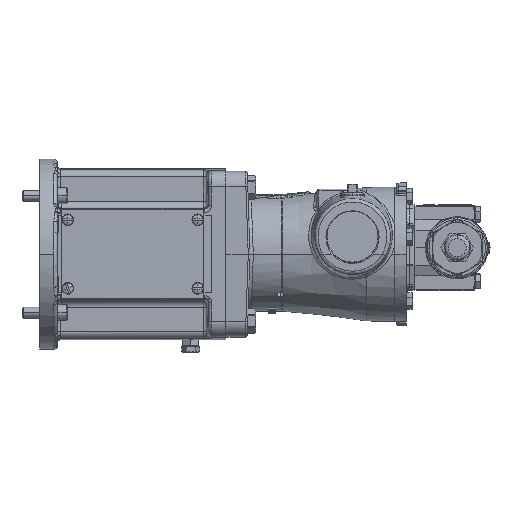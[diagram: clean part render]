
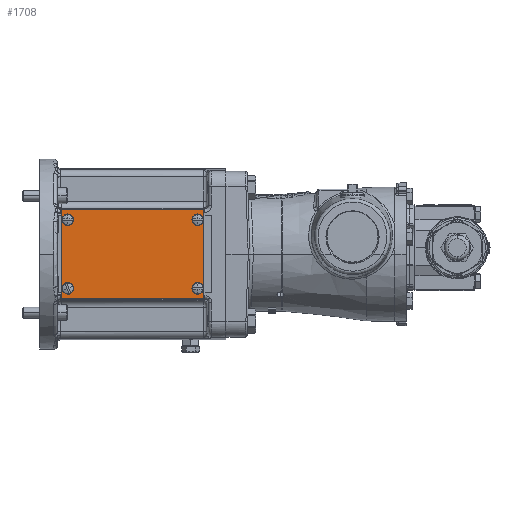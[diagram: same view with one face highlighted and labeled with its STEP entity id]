
A CAD part, top view. The second image highlights one B-rep face of the part: STEP entity #1708.
In plain terms, the highlighted planar face has unit normal (0, 0, 1).
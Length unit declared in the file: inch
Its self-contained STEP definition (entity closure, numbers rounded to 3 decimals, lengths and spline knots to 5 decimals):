
#703 = VERTEX_POINT ( 'NONE', #18618 ) ;
#864 = EDGE_LOOP ( 'NONE', ( #63624, #23451 ) ) ;
#1597 = CARTESIAN_POINT ( 'NONE',  ( -7., -1.4033, 3.0025 ) ) ;
#1708 = ADVANCED_FACE ( 'NONE', ( #101334, #31834, #77342, #10472, #53084 ), #67856, .F. ) ;
#2342 = EDGE_CURVE ( 'NONE', #94885, #110465, #21542, .T. ) ;
#2833 = CARTESIAN_POINT ( 'NONE',  ( -7., 1.4033, 3.0025 ) ) ;
#4933 = DIRECTION ( 'NONE',  ( 1., 0., 0. ) ) ;
#5146 = DIRECTION ( 'NONE',  ( -1., 0., 0. ) ) ;
#5507 = CARTESIAN_POINT ( 'NONE',  ( -11.84, 1.595, 3.0025 ) ) ;
#8946 = CARTESIAN_POINT ( 'NONE',  ( -11.62, 1.0367, 3.0025 ) ) ;
#10472 = FACE_BOUND ( 'NONE', #12808, .T. ) ;
#10770 = EDGE_CURVE ( 'NONE', #56313, #81332, #28621, .T. ) ;
#10991 = DIRECTION ( 'NONE',  ( 0., 0., 1. ) ) ;
#11315 = ORIENTED_EDGE ( 'NONE', *, *, #93557, .T. ) ;
#11765 = EDGE_CURVE ( 'NONE', #110465, #94885, #72245, .T. ) ;
#11894 = LINE ( 'NONE', #44211, #81542 ) ;
#12206 = VERTEX_POINT ( 'NONE', #97082 ) ;
#12808 = EDGE_LOOP ( 'NONE', ( #29755, #87790 ) ) ;
#13065 = CARTESIAN_POINT ( 'NONE',  ( -6.78, -1.595, 3.0025 ) ) ;
#13179 = EDGE_CURVE ( 'NONE', #65572, #703, #114389, .T. ) ;
#13939 = VECTOR ( 'NONE', #14087, 39.37008 ) ;
#14087 = DIRECTION ( 'NONE',  ( 1., 0., 0. ) ) ;
#14823 = ORIENTED_EDGE ( 'NONE', *, *, #36131, .T. ) ;
#14966 = EDGE_CURVE ( 'NONE', #44573, #47544, #48454, .T. ) ;
#18618 = CARTESIAN_POINT ( 'NONE',  ( -11.7901, -1.2883, 3.0025 ) ) ;
#19078 = EDGE_CURVE ( 'NONE', #47544, #44573, #63834, .T. ) ;
#19406 = AXIS2_PLACEMENT_3D ( 'NONE', #70127, #67474, #67170 ) ;
#19878 = EDGE_LOOP ( 'NONE', ( #67179, #14823, #11315, #97033 ) ) ;
#20679 = VECTOR ( 'NONE', #79631, 39.37008 ) ;
#21164 = CARTESIAN_POINT ( 'NONE',  ( -7., 1.22, 3.0025 ) ) ;
#21542 = CIRCLE ( 'NONE', #111655, 0.1833 ) ;
#23451 = ORIENTED_EDGE ( 'NONE', *, *, #13179, .F. ) ;
#23495 = LINE ( 'NONE', #70494, #20679 ) ;
#27378 = CARTESIAN_POINT ( 'NONE',  ( -7., -1.22, 3.0025 ) ) ;
#28621 = CIRCLE ( 'NONE', #63909, 0.1833 ) ;
#29755 = ORIENTED_EDGE ( 'NONE', *, *, #11765, .F. ) ;
#30321 = DIRECTION ( 'NONE',  ( 0., -1., 0. ) ) ;
#30425 = CARTESIAN_POINT ( 'NONE',  ( -7., -1.22, 3.0025 ) ) ;
#30649 = ORIENTED_EDGE ( 'NONE', *, *, #55260, .F. ) ;
#31651 = VERTEX_POINT ( 'NONE', #101839 ) ;
#31834 = FACE_BOUND ( 'NONE', #101884, .T. ) ;
#35256 = EDGE_LOOP ( 'NONE', ( #109522, #30649 ) ) ;
#36131 = EDGE_CURVE ( 'NONE', #12206, #41748, #86449, .T. ) ;
#36546 = DIRECTION ( 'NONE',  ( 0., -1., 0. ) ) ;
#37729 = ORIENTED_EDGE ( 'NONE', *, *, #14966, .F. ) ;
#39088 = AXIS2_PLACEMENT_3D ( 'NONE', #21164, #84793, #30321 ) ;
#39195 = EDGE_CURVE ( 'NONE', #703, #65572, #71443, .T. ) ;
#39615 = DIRECTION ( 'NONE',  ( 0., -1., 0. ) ) ;
#41051 = CARTESIAN_POINT ( 'NONE',  ( -11.62, -1.22, 3.0025 ) ) ;
#41748 = VERTEX_POINT ( 'NONE', #13065 ) ;
#43672 = DIRECTION ( 'NONE',  ( 0., -1., 0. ) ) ;
#44211 = CARTESIAN_POINT ( 'NONE',  ( -6.78, -1.595, 3.0025 ) ) ;
#44545 = AXIS2_PLACEMENT_3D ( 'NONE', #30425, #93891, #39615 ) ;
#44573 = VERTEX_POINT ( 'NONE', #57424 ) ;
#47404 = CARTESIAN_POINT ( 'NONE',  ( -11.4499, -1.1517, 3.0025 ) ) ;
#47544 = VERTEX_POINT ( 'NONE', #1597 ) ;
#48454 = CIRCLE ( 'NONE', #115175, 0.1833 ) ;
#50122 = DIRECTION ( 'NONE',  ( 1., 0., 0. ) ) ;
#50589 = ORIENTED_EDGE ( 'NONE', *, *, #19078, .F. ) ;
#53084 = FACE_OUTER_BOUND ( 'NONE', #19878, .T. ) ;
#53997 = CARTESIAN_POINT ( 'NONE',  ( -11.62, 1.22, 3.0025 ) ) ;
#54933 = AXIS2_PLACEMENT_3D ( 'NONE', #113554, #59346, #4933 ) ;
#55260 = EDGE_CURVE ( 'NONE', #81332, #56313, #68505, .T. ) ;
#55456 = CARTESIAN_POINT ( 'NONE',  ( -7., 1.0367, 3.0025 ) ) ;
#56313 = VERTEX_POINT ( 'NONE', #55456 ) ;
#57424 = CARTESIAN_POINT ( 'NONE',  ( -7., -1.0367, 3.0025 ) ) ;
#59346 = DIRECTION ( 'NONE',  ( 0., 0., 1. ) ) ;
#59428 = CARTESIAN_POINT ( 'NONE',  ( -11.84, -1.595, 3.0025 ) ) ;
#61043 = CARTESIAN_POINT ( 'NONE',  ( -11.84, 1.595, 3.0025 ) ) ;
#63214 = DIRECTION ( 'NONE',  ( 0., -1., 0. ) ) ;
#63624 = ORIENTED_EDGE ( 'NONE', *, *, #39195, .F. ) ;
#63834 = CIRCLE ( 'NONE', #44545, 0.1833 ) ;
#63909 = AXIS2_PLACEMENT_3D ( 'NONE', #65475, #10991, #74613 ) ;
#65475 = CARTESIAN_POINT ( 'NONE',  ( -7., 1.22, 3.0025 ) ) ;
#65572 = VERTEX_POINT ( 'NONE', #47404 ) ;
#67170 = DIRECTION ( 'NONE',  ( -1., 0., 0. ) ) ;
#67179 = ORIENTED_EDGE ( 'NONE', *, *, #80032, .T. ) ;
#67474 = DIRECTION ( 'NONE',  ( 0., 0., -1. ) ) ;
#67856 = PLANE ( 'NONE',  #19406 ) ;
#68505 = CIRCLE ( 'NONE', #39088, 0.1833 ) ;
#68885 = VECTOR ( 'NONE', #5146, 39.37008 ) ;
#70127 = CARTESIAN_POINT ( 'NONE',  ( -11.84, -1.595, 3.0025 ) ) ;
#70494 = CARTESIAN_POINT ( 'NONE',  ( -11.84, -1.595, 3.0025 ) ) ;
#71443 = CIRCLE ( 'NONE', #110986, 0.1833 ) ;
#71468 = CARTESIAN_POINT ( 'NONE',  ( -11.62, 1.4033, 3.0025 ) ) ;
#72245 = CIRCLE ( 'NONE', #76966, 0.1833 ) ;
#74150 = EDGE_CURVE ( 'NONE', #31651, #111656, #116984, .T. ) ;
#74613 = DIRECTION ( 'NONE',  ( 0., -1., 0. ) ) ;
#76966 = AXIS2_PLACEMENT_3D ( 'NONE', #53997, #117397, #63214 ) ;
#77342 = FACE_BOUND ( 'NONE', #35256, .T. ) ;
#79631 = DIRECTION ( 'NONE',  ( 0., -1., 0. ) ) ;
#80032 = EDGE_CURVE ( 'NONE', #111656, #12206, #23495, .T. ) ;
#81332 = VERTEX_POINT ( 'NONE', #2833 ) ;
#81542 = VECTOR ( 'NONE', #99725, 39.37008 ) ;
#81882 = CARTESIAN_POINT ( 'NONE',  ( -11.62, 1.22, 3.0025 ) ) ;
#84793 = DIRECTION ( 'NONE',  ( 0., 0., 1. ) ) ;
#86449 = LINE ( 'NONE', #59428, #13939 ) ;
#87790 = ORIENTED_EDGE ( 'NONE', *, *, #2342, .F. ) ;
#90891 = DIRECTION ( 'NONE',  ( 0., 0., 1. ) ) ;
#93557 = EDGE_CURVE ( 'NONE', #41748, #31651, #11894, .T. ) ;
#93891 = DIRECTION ( 'NONE',  ( 0., 0., 1. ) ) ;
#94885 = VERTEX_POINT ( 'NONE', #71468 ) ;
#97033 = ORIENTED_EDGE ( 'NONE', *, *, #74150, .T. ) ;
#97082 = CARTESIAN_POINT ( 'NONE',  ( -11.84, -1.595, 3.0025 ) ) ;
#99725 = DIRECTION ( 'NONE',  ( 0., 1., 0. ) ) ;
#101334 = FACE_BOUND ( 'NONE', #864, .T. ) ;
#101839 = CARTESIAN_POINT ( 'NONE',  ( -6.78, 1.595, 3.0025 ) ) ;
#101884 = EDGE_LOOP ( 'NONE', ( #50589, #37729 ) ) ;
#104463 = DIRECTION ( 'NONE',  ( 0., 0., 1. ) ) ;
#109522 = ORIENTED_EDGE ( 'NONE', *, *, #10770, .F. ) ;
#110465 = VERTEX_POINT ( 'NONE', #8946 ) ;
#110986 = AXIS2_PLACEMENT_3D ( 'NONE', #41051, #104463, #50122 ) ;
#111655 = AXIS2_PLACEMENT_3D ( 'NONE', #81882, #112283, #43672 ) ;
#111656 = VERTEX_POINT ( 'NONE', #61043 ) ;
#112283 = DIRECTION ( 'NONE',  ( 0., 0., 1. ) ) ;
#113554 = CARTESIAN_POINT ( 'NONE',  ( -11.62, -1.22, 3.0025 ) ) ;
#114389 = CIRCLE ( 'NONE', #54933, 0.1833 ) ;
#115175 = AXIS2_PLACEMENT_3D ( 'NONE', #27378, #90891, #36546 ) ;
#116984 = LINE ( 'NONE', #5507, #68885 ) ;
#117397 = DIRECTION ( 'NONE',  ( 0., 0., 1. ) ) ;
